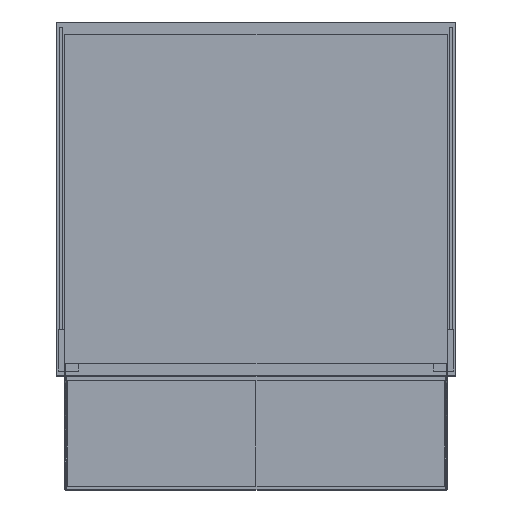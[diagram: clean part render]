
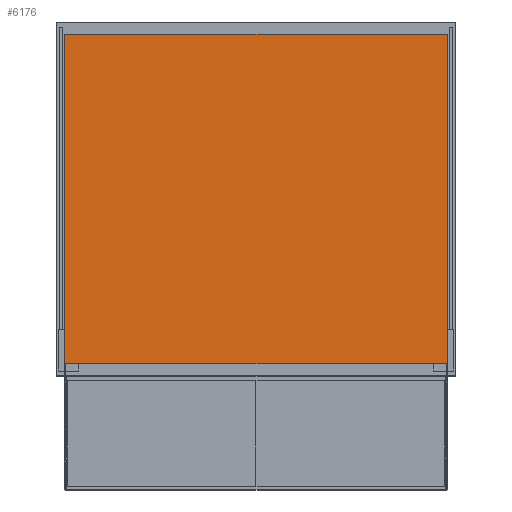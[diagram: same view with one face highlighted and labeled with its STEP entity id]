
A CAD part, front view. The second image highlights one B-rep face of the part: STEP entity #6176.
In plain terms, the highlighted planar face has unit normal (0, -1, 0).
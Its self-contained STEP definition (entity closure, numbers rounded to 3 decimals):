
#99 = DIRECTION ( 'NONE',  ( 0., 0., 1. ) ) ;
#368 = VECTOR ( 'NONE', #1498, 1000. ) ;
#547 = ORIENTED_EDGE ( 'NONE', *, *, #4083, .F. ) ;
#726 = VERTEX_POINT ( 'NONE', #6473 ) ;
#772 = LINE ( 'NONE', #6200, #1538 ) ;
#812 = PLANE ( 'NONE',  #5798 ) ;
#1498 = DIRECTION ( 'NONE',  ( 1., 0., 0. ) ) ;
#1538 = VECTOR ( 'NONE', #3764, 1000. ) ;
#1635 = DIRECTION ( 'NONE',  ( 0., 0., 1. ) ) ;
#2177 = CARTESIAN_POINT ( 'NONE',  ( -375., 0., 323. ) ) ;
#2782 = LINE ( 'NONE', #8084, #368 ) ;
#3229 = EDGE_CURVE ( 'NONE', #9266, #4735, #8927, .T. ) ;
#3764 = DIRECTION ( 'NONE',  ( 0., 0., -1. ) ) ;
#4032 = DIRECTION ( 'NONE',  ( 0., 1., 0. ) ) ;
#4067 = CARTESIAN_POINT ( 'NONE',  ( 0., 0., 0. ) ) ;
#4083 = EDGE_CURVE ( 'NONE', #4735, #5520, #2782, .T. ) ;
#4735 = VERTEX_POINT ( 'NONE', #2177 ) ;
#5173 = EDGE_LOOP ( 'NONE', ( #10103, #547, #5274, #7592 ) ) ;
#5274 = ORIENTED_EDGE ( 'NONE', *, *, #3229, .F. ) ;
#5520 = VERTEX_POINT ( 'NONE', #6366 ) ;
#5693 = EDGE_CURVE ( 'NONE', #726, #9266, #10250, .T. ) ;
#5768 = VECTOR ( 'NONE', #99, 1000. ) ;
#5798 = AXIS2_PLACEMENT_3D ( 'NONE', #4067, #4032, #1635 ) ;
#6170 = VECTOR ( 'NONE', #7134, 1000. ) ;
#6176 = ADVANCED_FACE ( 'NONE', ( #6773 ), #812, .F. ) ;
#6200 = CARTESIAN_POINT ( 'NONE',  ( 375., 0., -323. ) ) ;
#6366 = CARTESIAN_POINT ( 'NONE',  ( 375., 0., 323. ) ) ;
#6473 = CARTESIAN_POINT ( 'NONE',  ( 375., 0., -323. ) ) ;
#6773 = FACE_OUTER_BOUND ( 'NONE', #5173, .T. ) ;
#7032 = CARTESIAN_POINT ( 'NONE',  ( -375., 0., -323. ) ) ;
#7134 = DIRECTION ( 'NONE',  ( -1., 0., 0. ) ) ;
#7211 = EDGE_CURVE ( 'NONE', #5520, #726, #772, .T. ) ;
#7310 = CARTESIAN_POINT ( 'NONE',  ( -375., 0., -323. ) ) ;
#7592 = ORIENTED_EDGE ( 'NONE', *, *, #5693, .F. ) ;
#7980 = CARTESIAN_POINT ( 'NONE',  ( -375., 0., -323. ) ) ;
#8084 = CARTESIAN_POINT ( 'NONE',  ( -375., 0., 323. ) ) ;
#8927 = LINE ( 'NONE', #7310, #5768 ) ;
#9266 = VERTEX_POINT ( 'NONE', #7980 ) ;
#10103 = ORIENTED_EDGE ( 'NONE', *, *, #7211, .F. ) ;
#10250 = LINE ( 'NONE', #7032, #6170 ) ;
